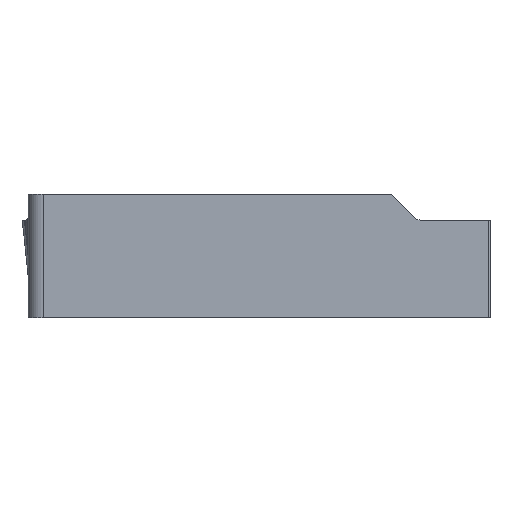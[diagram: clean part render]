
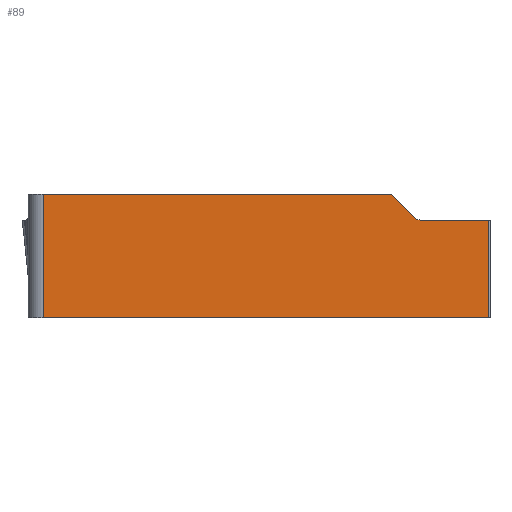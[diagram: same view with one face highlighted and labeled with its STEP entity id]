
A CAD part, left-side view. The second image highlights one B-rep face of the part: STEP entity #89.
In plain terms, the highlighted planar face has unit normal (-1, 0, 0).
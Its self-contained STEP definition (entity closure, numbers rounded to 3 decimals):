
#65=CIRCLE('',#639,0.5);
#66=CIRCLE('',#640,0.3);
#89=ADVANCED_FACE('',(#132),#109,.F.);
#109=PLANE('',#641);
#132=FACE_OUTER_BOUND('',#162,.T.);
#162=EDGE_LOOP('',(#332,#333,#334,#335,#336,#337,#338,#339));
#198=LINE('',#1105,#238);
#199=LINE('',#1108,#239);
#200=LINE('',#1110,#240);
#201=LINE('',#1114,#241);
#202=LINE('',#1118,#242);
#203=LINE('',#1120,#243);
#238=VECTOR('',#740,1.);
#239=VECTOR('',#741,1.);
#240=VECTOR('',#742,1.);
#241=VECTOR('',#745,1.);
#242=VECTOR('',#748,1.);
#243=VECTOR('',#749,1.);
#332=ORIENTED_EDGE('',*,*,#529,.F.);
#333=ORIENTED_EDGE('',*,*,#530,.F.);
#334=ORIENTED_EDGE('',*,*,#531,.T.);
#335=ORIENTED_EDGE('',*,*,#532,.T.);
#336=ORIENTED_EDGE('',*,*,#533,.T.);
#337=ORIENTED_EDGE('',*,*,#534,.T.);
#338=ORIENTED_EDGE('',*,*,#535,.F.);
#339=ORIENTED_EDGE('',*,*,#536,.T.);
#460=VERTEX_POINT('',#1106);
#461=VERTEX_POINT('',#1107);
#462=VERTEX_POINT('',#1109);
#463=VERTEX_POINT('',#1111);
#464=VERTEX_POINT('',#1113);
#465=VERTEX_POINT('',#1115);
#466=VERTEX_POINT('',#1117);
#467=VERTEX_POINT('',#1119);
#529=EDGE_CURVE('',#460,#461,#198,.T.);
#530=EDGE_CURVE('',#462,#460,#199,.T.);
#531=EDGE_CURVE('',#462,#463,#200,.T.);
#532=EDGE_CURVE('',#463,#464,#65,.T.);
#533=EDGE_CURVE('',#464,#465,#201,.T.);
#534=EDGE_CURVE('',#465,#466,#66,.T.);
#535=EDGE_CURVE('',#467,#466,#202,.T.);
#536=EDGE_CURVE('',#467,#461,#203,.T.);
#639=AXIS2_PLACEMENT_3D('',#1112,#743,#744);
#640=AXIS2_PLACEMENT_3D('',#1116,#746,#747);
#641=AXIS2_PLACEMENT_3D('',#1121,#750,#751);
#740=DIRECTION('',(0.,1.,0.));
#741=DIRECTION('',(0.,0.,-1.));
#742=DIRECTION('',(0.,1.,0.));
#743=DIRECTION('',(1.,0.,0.));
#744=DIRECTION('',(0.,1.,0.));
#745=DIRECTION('',(0.,0.707,0.707));
#746=DIRECTION('',(-1.,0.,0.));
#747=DIRECTION('',(0.,1.,0.));
#748=DIRECTION('',(0.,-1.,0.));
#749=DIRECTION('',(0.,0.,-1.));
#750=DIRECTION('',(1.,0.,0.));
#751=DIRECTION('',(0.,1.,0.));
#1105=CARTESIAN_POINT('',(-3.3,15.95,-6.389));
#1106=CARTESIAN_POINT('',(-3.3,-14.1,-6.389));
#1107=CARTESIAN_POINT('',(-3.3,15.,-6.389));
#1108=CARTESIAN_POINT('',(-3.3,-14.1,10.));
#1109=CARTESIAN_POINT('',(-3.3,-14.1,0.));
#1110=CARTESIAN_POINT('',(-3.3,15.95,0.));
#1111=CARTESIAN_POINT('',(-3.3,-9.647,0.));
#1112=CARTESIAN_POINT('',(-3.3,-9.647,0.5));
#1113=CARTESIAN_POINT('',(-3.3,-9.293,0.146));
#1114=CARTESIAN_POINT('',(-3.3,8.255,17.695));
#1115=CARTESIAN_POINT('',(-3.3,-7.838,1.602));
#1116=CARTESIAN_POINT('',(-3.3,-7.626,1.389));
#1117=CARTESIAN_POINT('',(-3.3,-7.626,1.689));
#1118=CARTESIAN_POINT('',(-3.3,15.95,1.689));
#1119=CARTESIAN_POINT('',(-3.3,15.,1.689));
#1120=CARTESIAN_POINT('',(-3.3,15.,-7.889));
#1121=CARTESIAN_POINT('',(-3.3,15.95,10.));
